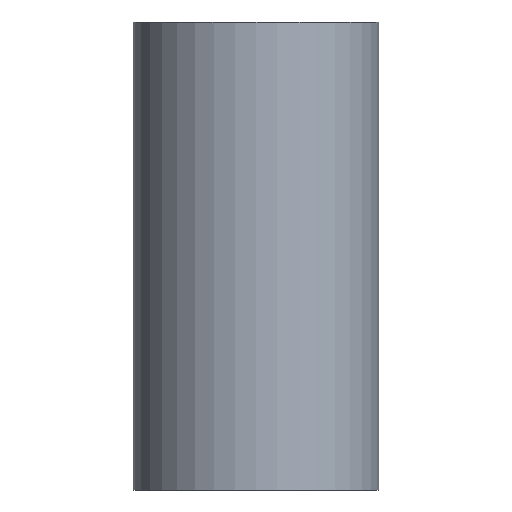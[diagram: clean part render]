
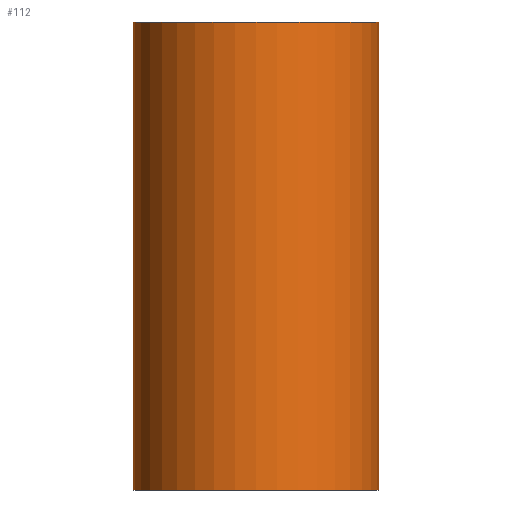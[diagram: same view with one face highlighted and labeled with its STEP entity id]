
A CAD part, front view. The second image highlights one B-rep face of the part: STEP entity #112.
In plain terms, the highlighted cylindrical face has radius 21.5 mm (diameter 43 mm), a full revolution.
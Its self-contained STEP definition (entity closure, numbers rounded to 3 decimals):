
#74=ORIENTED_EDGE('',*,*,#82,.F.);
#75=ORIENTED_EDGE('',*,*,#83,.T.);
#82=EDGE_CURVE('',#86,#86,#90,.T.);
#83=EDGE_CURVE('',#87,#87,#91,.T.);
#86=VERTEX_POINT('',#206);
#87=VERTEX_POINT('',#208);
#90=CIRCLE('',#130,21.5);
#91=CIRCLE('',#131,21.5);
#94=EDGE_LOOP('',(#74));
#95=EDGE_LOOP('',(#75));
#102=FACE_BOUND('',#94,.T.);
#103=FACE_BOUND('',#95,.T.);
#110=CYLINDRICAL_SURFACE('',#129,21.5);
#112=ADVANCED_FACE('',(#102,#103),#110,.T.);
#129=AXIS2_PLACEMENT_3D('',#204,#155,#156);
#130=AXIS2_PLACEMENT_3D('',#205,#157,#158);
#131=AXIS2_PLACEMENT_3D('',#207,#159,#160);
#155=DIRECTION('',(0.,0.,-1.));
#156=DIRECTION('',(-1.,0.,0.));
#157=DIRECTION('',(0.,0.,1.));
#158=DIRECTION('',(1.,0.,0.));
#159=DIRECTION('',(0.,0.,1.));
#160=DIRECTION('',(1.,0.,0.));
#204=CARTESIAN_POINT('',(0.,0.,82.));
#205=CARTESIAN_POINT('',(0.,0.,82.));
#206=CARTESIAN_POINT('',(21.5,0.,82.));
#207=CARTESIAN_POINT('',(0.,0.,0.));
#208=CARTESIAN_POINT('',(21.5,0.,0.));
